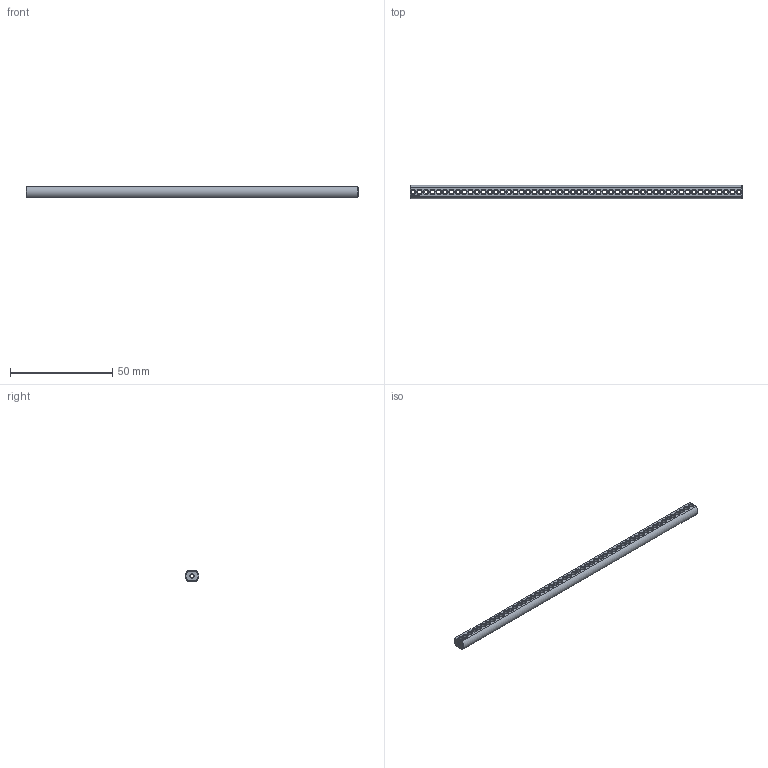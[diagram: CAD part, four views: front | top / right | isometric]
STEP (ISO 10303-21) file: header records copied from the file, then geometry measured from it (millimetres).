
FILE_DESCRIPTION(('FreeCAD Model'),'2;1');
FILE_NAME('Open CASCADE Shape Model','2024-06-18T13:24:18',(''),(''), 'Open CASCADE STEP processor 7.6','FreeCAD','Unknown');
FILE_SCHEMA(('AUTOMOTIVE_DESIGN { 1 0 10303 214 1 1 1 1 }'));
Length unit declared in the file: millimetre
Products named in the file (1): Shaft IDX BU13.00 - SPN-SFT-0172 (stemfie.org)
Bounding box: 162.5 x 6.6 x 5 mm (x, y, z)
Volume: 3708.4 mm3; surface area: 4683.6 mm2
Topology: 1 solids, 1 shells, 707 faces, 2136 edges, 1352 vertices
Faces by surface type: plane 318, cylinder 159, extrusion 122, cone 108
Full cylindrical faces by diameter (mm): 2 x157
Entity records: 24498 total; most frequent: CARTESIAN_POINT 4928, ORIENTED_EDGE 4272, DIRECTION 3836, EDGE_CURVE 2136, VECTOR 1364, VERTEX_POINT 1352, LINE 1242, AXIS2_PLACEMENT_3D 1236
